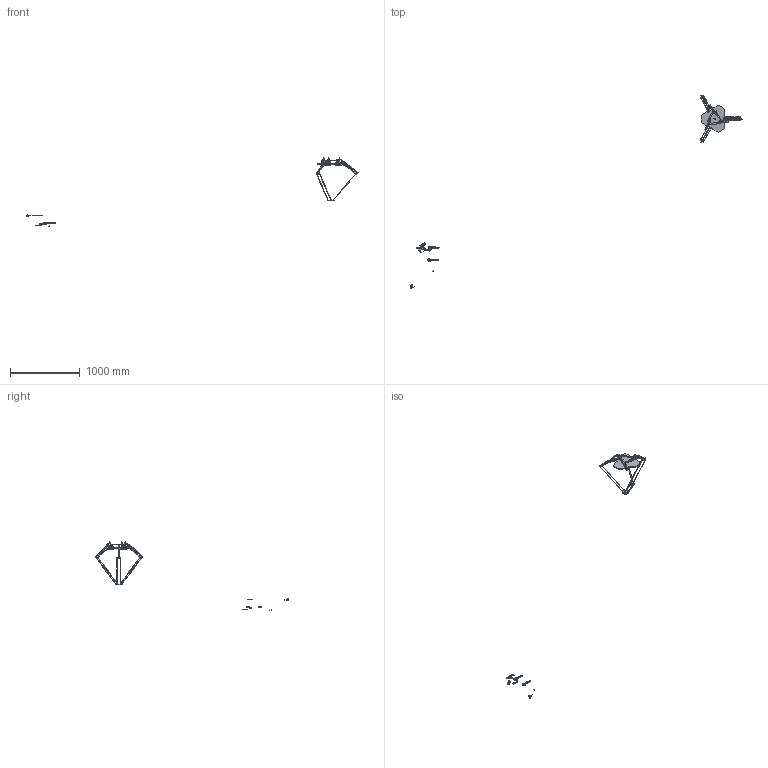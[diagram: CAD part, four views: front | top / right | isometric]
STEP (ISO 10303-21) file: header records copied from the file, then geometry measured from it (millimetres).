
FILE_DESCRIPTION(/* description */ (''),/* implementation_level */ '2;1');
FILE_NAME(/* name */ 'FabDeltabot_alpha3d_wlzr',/* time_stamp */ '2017-08-27T13:23:43+02:00',/* author */ (''),/* organization */ (''),/* preprocessor_version */ 'ST-DEVELOPER v15',/* originating_system */ '',/* authorisation */ '');
FILE_SCHEMA (('AUTOMOTIVE_DESIGN'));
Products named in the file (1): Document
Bounding box: 4752.9 x 2768.12 x 975.09 mm (x, y, z)
Volume: 1935443.1 mm3; surface area: 609693.2 mm2
Topology: 68 solids, 108 shells, 2815 faces, 7435 edges, 4768 vertices
Faces by surface type: bspline 1540, plane 1275
Entity records: 91968 total; most frequent: CARTESIAN_POINT 44537, ORIENTED_EDGE 12699, EDGE_CURVE 6506, B_SPLINE_CURVE_WITH_KNOTS 5176, VERTEX_POINT 3834, EDGE_LOOP 3231, ADVANCED_FACE 2815, FACE_OUTER_BOUND 2815
